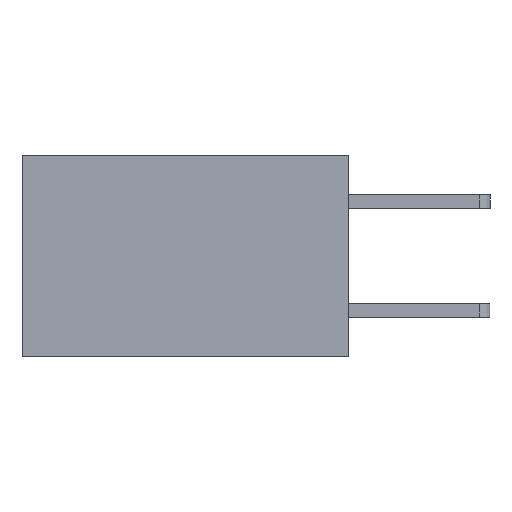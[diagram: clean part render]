
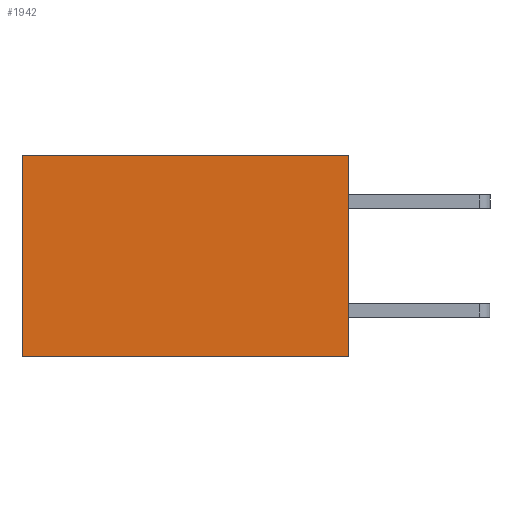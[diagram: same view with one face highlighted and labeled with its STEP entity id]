
A CAD part, left-side view. The second image highlights one B-rep face of the part: STEP entity #1942.
In plain terms, the highlighted planar face has unit normal (-1, 0, 0).
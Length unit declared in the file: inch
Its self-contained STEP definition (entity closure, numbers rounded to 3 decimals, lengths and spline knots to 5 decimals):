
#378 = CARTESIAN_POINT ( 'NONE',  ( 0.298, 0.6, -0.37 ) ) ;
#527 = LINE ( 'NONE', #4844, #8298 ) ;
#569 = CARTESIAN_POINT ( 'NONE',  ( 0.298, 0., 0. ) ) ;
#683 = VERTEX_POINT ( 'NONE', #6467 ) ;
#703 = LINE ( 'NONE', #569, #5362 ) ;
#786 = EDGE_CURVE ( 'NONE', #683, #6525, #813, .T. ) ;
#813 = LINE ( 'NONE', #4520, #8549 ) ;
#917 = EDGE_CURVE ( 'NONE', #5709, #683, #3572, .T. ) ;
#965 = DIRECTION ( 'NONE',  ( 0., 0., -1. ) ) ;
#1180 = PLANE ( 'NONE',  #2426 ) ;
#1189 = VERTEX_POINT ( 'NONE', #1394 ) ;
#1202 = EDGE_CURVE ( 'NONE', #1189, #6525, #527, .T. ) ;
#1394 = CARTESIAN_POINT ( 'NONE',  ( 0.298, 0., -0.37 ) ) ;
#1792 = FACE_OUTER_BOUND ( 'NONE', #5769, .T. ) ;
#1889 = ORIENTED_EDGE ( 'NONE', *, *, #1202, .F. ) ;
#1942 = ADVANCED_FACE ( 'NONE', ( #1792 ), #1180, .F. ) ;
#2244 = DIRECTION ( 'NONE',  ( 0., 0., -1. ) ) ;
#2426 = AXIS2_PLACEMENT_3D ( 'NONE', #5100, #5548, #7474 ) ;
#2694 = DIRECTION ( 'NONE',  ( 0., 1., 0. ) ) ;
#2779 = ORIENTED_EDGE ( 'NONE', *, *, #917, .T. ) ;
#3305 = CARTESIAN_POINT ( 'NONE',  ( 0.298, 0., 0. ) ) ;
#3572 = LINE ( 'NONE', #3305, #7426 ) ;
#4520 = CARTESIAN_POINT ( 'NONE',  ( 0.298, 0.6, 0. ) ) ;
#4844 = CARTESIAN_POINT ( 'NONE',  ( 0.298, 0., -0.37 ) ) ;
#5100 = CARTESIAN_POINT ( 'NONE',  ( 0.298, 0., 0. ) ) ;
#5362 = VECTOR ( 'NONE', #965, 39.37008 ) ;
#5548 = DIRECTION ( 'NONE',  ( 1., 0., 0. ) ) ;
#5620 = ORIENTED_EDGE ( 'NONE', *, *, #786, .T. ) ;
#5709 = VERTEX_POINT ( 'NONE', #8273 ) ;
#5727 = EDGE_CURVE ( 'NONE', #5709, #1189, #703, .T. ) ;
#5769 = EDGE_LOOP ( 'NONE', ( #5620, #1889, #7681, #2779 ) ) ;
#6467 = CARTESIAN_POINT ( 'NONE',  ( 0.298, 0.6, 0. ) ) ;
#6525 = VERTEX_POINT ( 'NONE', #378 ) ;
#7426 = VECTOR ( 'NONE', #8331, 39.37008 ) ;
#7474 = DIRECTION ( 'NONE',  ( 0., 0., -1. ) ) ;
#7681 = ORIENTED_EDGE ( 'NONE', *, *, #5727, .F. ) ;
#8273 = CARTESIAN_POINT ( 'NONE',  ( 0.298, 0., 0. ) ) ;
#8298 = VECTOR ( 'NONE', #2694, 39.37008 ) ;
#8331 = DIRECTION ( 'NONE',  ( 0., 1., 0. ) ) ;
#8549 = VECTOR ( 'NONE', #2244, 39.37008 ) ;
